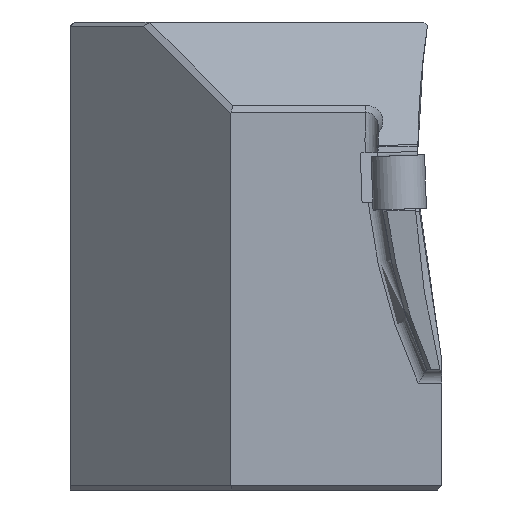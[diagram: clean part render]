
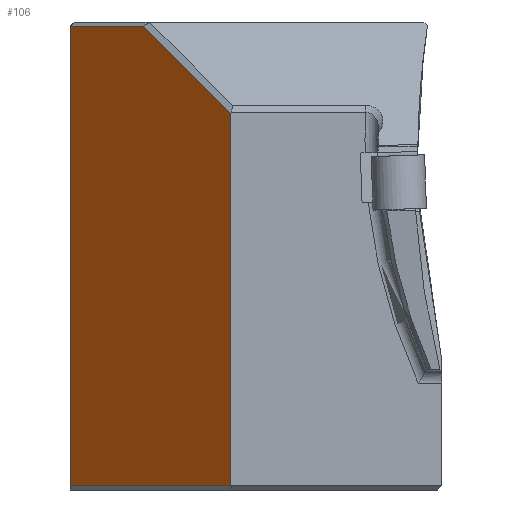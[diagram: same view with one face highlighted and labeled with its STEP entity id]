
A CAD part, left-side view. The second image highlights one B-rep face of the part: STEP entity #106.
In plain terms, the highlighted planar face has unit normal (-0.707, 0.707, 0).
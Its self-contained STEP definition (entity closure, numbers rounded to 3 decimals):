
#62=PLANE('',#1051);
#106=ADVANCED_FACE('',(#170),#62,.T.);
#170=FACE_OUTER_BOUND('',#224,.T.);
#224=EDGE_LOOP('',(#560,#561,#562,#563,#564));
#329=LINE('',#1550,#424);
#331=LINE('',#1590,#426);
#332=LINE('',#1592,#427);
#333=LINE('',#1594,#428);
#334=LINE('',#1596,#429);
#424=VECTOR('',#1171,1.);
#426=VECTOR('',#1177,1.);
#427=VECTOR('',#1178,1.);
#428=VECTOR('',#1179,1.);
#429=VECTOR('',#1180,1.);
#560=ORIENTED_EDGE('',*,*,#924,.F.);
#561=ORIENTED_EDGE('',*,*,#928,.T.);
#562=ORIENTED_EDGE('',*,*,#929,.T.);
#563=ORIENTED_EDGE('',*,*,#930,.F.);
#564=ORIENTED_EDGE('',*,*,#931,.T.);
#822=VERTEX_POINT('',#1549);
#823=VERTEX_POINT('',#1551);
#824=VERTEX_POINT('',#1591);
#825=VERTEX_POINT('',#1593);
#826=VERTEX_POINT('',#1595);
#924=EDGE_CURVE('',#822,#823,#329,.T.);
#928=EDGE_CURVE('',#822,#824,#331,.T.);
#929=EDGE_CURVE('',#824,#825,#332,.T.);
#930=EDGE_CURVE('',#826,#825,#333,.T.);
#931=EDGE_CURVE('',#826,#823,#334,.T.);
#1051=AXIS2_PLACEMENT_3D('',#1597,#1181,#1182);
#1171=DIRECTION('',(0.,0.,-1.));
#1177=DIRECTION('',(0.577,0.577,0.577));
#1178=DIRECTION('',(0.707,0.707,0.));
#1179=DIRECTION('',(0.,0.,1.));
#1180=DIRECTION('',(-0.707,-0.707,0.));
#1181=DIRECTION('',(-0.707,0.707,0.));
#1182=DIRECTION('',(0.,0.,-1.));
#1549=CARTESIAN_POINT('',(9.,-27.,-11.815));
#1550=CARTESIAN_POINT('',(9.,-27.,-5.));
#1551=CARTESIAN_POINT('',(9.,-27.,-39.7));
#1590=CARTESIAN_POINT('',(8.292,-27.708,-12.524));
#1591=CARTESIAN_POINT('',(15.515,-20.485,-5.3));
#1592=CARTESIAN_POINT('',(15.448,-20.552,-5.3));
#1593=CARTESIAN_POINT('',(21.,-15.,-5.3));
#1594=CARTESIAN_POINT('',(21.,-15.,-40.));
#1595=CARTESIAN_POINT('',(21.,-15.,-39.7));
#1596=CARTESIAN_POINT('',(9.,-27.,-39.7));
#1597=CARTESIAN_POINT('',(9.,-27.,-13.94));
